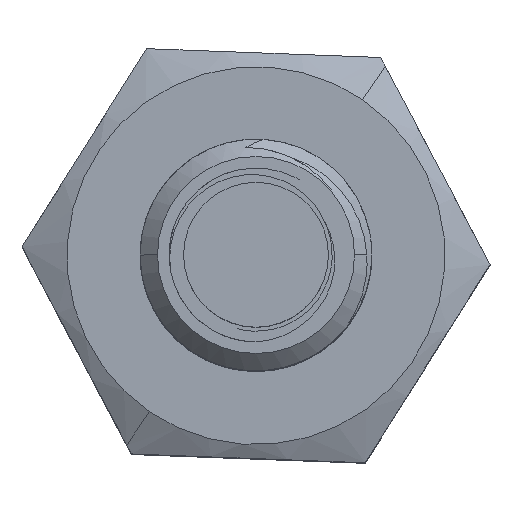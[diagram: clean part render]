
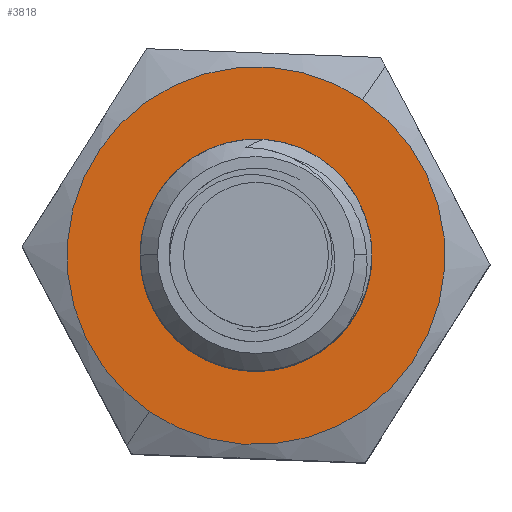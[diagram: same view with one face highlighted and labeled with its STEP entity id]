
A CAD part, top view. The second image highlights one B-rep face of the part: STEP entity #3818.
In plain terms, the highlighted planar face has unit normal (0, 0, 1).
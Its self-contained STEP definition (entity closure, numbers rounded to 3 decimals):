
#2776=CARTESIAN_POINT('',(0.,0.,9.981));
#2777=DIRECTION('',(0.,0.,1.));
#2778=DIRECTION('',(-0.564,-0.826,0.));
#2779=AXIS2_PLACEMENT_3D('',#2776,#2777,#2778);
#2781=CARTESIAN_POINT('',(0.,0.,9.981));
#2782=DIRECTION('',(0.,0.,1.));
#2783=DIRECTION('',(0.564,0.826,0.));
#2784=AXIS2_PLACEMENT_3D('',#2781,#2782,#2783);
#2786=CARTESIAN_POINT('',(0.,0.,9.981));
#2787=DIRECTION('',(0.,0.,-1.));
#2788=DIRECTION('',(-0.564,-0.826,0.));
#2789=AXIS2_PLACEMENT_3D('',#2786,#2787,#2788);
#2791=CARTESIAN_POINT('',(0.,0.,9.981));
#2792=DIRECTION('',(0.,0.,-1.));
#2793=DIRECTION('',(0.564,0.826,0.));
#2794=AXIS2_PLACEMENT_3D('',#2791,#2792,#2793);
#3284=CARTESIAN_POINT('',(0.846,1.239,9.981));
#3285=CARTESIAN_POINT('',(-0.846,-1.239,
9.981));
#3286=VERTEX_POINT('',#3284);
#3287=VERTEX_POINT('',#3285);
#3344=CARTESIAN_POINT('',(-1.839,-2.693,
9.981));
#3345=CARTESIAN_POINT('',(1.839,2.693,9.981));
#3346=VERTEX_POINT('',#3344);
#3347=VERTEX_POINT('',#3345);
#3803=CARTESIAN_POINT('',(0.,0.,9.981));
#3804=DIRECTION('',(0.,0.,-1.));
#3805=DIRECTION('',(0.564,0.826,0.));
#3806=AXIS2_PLACEMENT_3D('',#3803,#3804,#3805);
#3807=PLANE('',#3806);
#3808=ORIENTED_EDGE('',*,*,#3792,.F.);
#3809=ORIENTED_EDGE('',*,*,#3782,.F.);
#3810=EDGE_LOOP('',(#3808,#3809));
#3811=FACE_OUTER_BOUND('',#3810,.F.);
#3813=ORIENTED_EDGE('',*,*,#3812,.F.);
#3815=ORIENTED_EDGE('',*,*,#3814,.F.);
#3816=EDGE_LOOP('',(#3813,#3815));
#3817=FACE_BOUND('',#3816,.F.);
#3818=ADVANCED_FACE('',(#3811,#3817),#3807,.F.);
#2780=CIRCLE('',#2779,3.261);
#2785=CIRCLE('',#2784,3.261);
#2790=CIRCLE('',#2789,1.5);
#2795=CIRCLE('',#2794,1.5);
#3782=EDGE_CURVE('',#3347,#3346,#2785,.T.);
#3792=EDGE_CURVE('',#3346,#3347,#2780,.T.);
#3812=EDGE_CURVE('',#3287,#3286,#2790,.T.);
#3814=EDGE_CURVE('',#3286,#3287,#2795,.T.);
